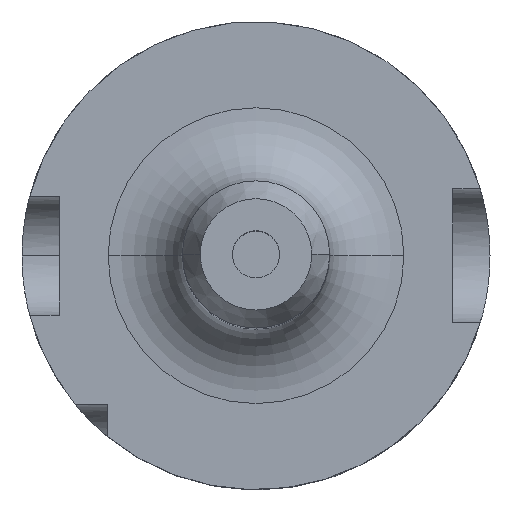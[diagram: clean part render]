
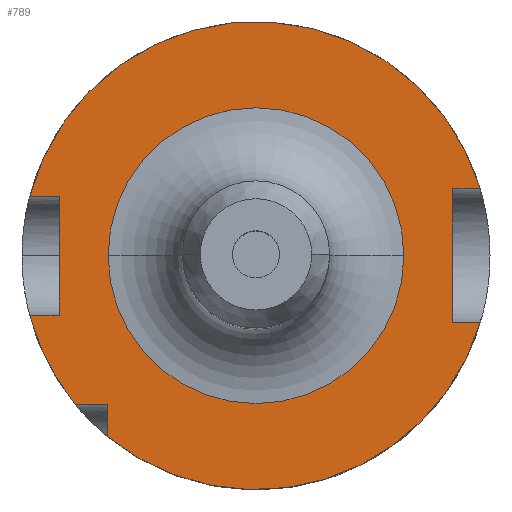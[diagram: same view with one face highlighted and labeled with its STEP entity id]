
A CAD part, top view. The second image highlights one B-rep face of the part: STEP entity #789.
In plain terms, the highlighted planar face has unit normal (0, 0, 1).
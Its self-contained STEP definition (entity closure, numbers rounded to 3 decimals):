
#65 = DIRECTION ( 'NONE',  ( 1., 0., 0. ) ) ;
#90 = DIRECTION ( 'NONE',  ( -1., 0., 0. ) ) ;
#91 = VERTEX_POINT ( 'NONE', #1293 ) ;
#113 = AXIS2_PLACEMENT_3D ( 'NONE', #3389, #1748, #90 ) ;
#165 = CARTESIAN_POINT ( 'NONE',  ( 0., 9., 26. ) ) ;
#171 = VERTEX_POINT ( 'NONE', #1163 ) ;
#204 = ORIENTED_EDGE ( 'NONE', *, *, #1672, .F. ) ;
#208 = LINE ( 'NONE', #3213, #1593 ) ;
#269 = CARTESIAN_POINT ( 'NONE',  ( -24.336, -20., 26. ) ) ;
#276 = CARTESIAN_POINT ( 'NONE',  ( -30.467, 8., 26. ) ) ;
#336 = ORIENTED_EDGE ( 'NONE', *, *, #2991, .F. ) ;
#356 = VECTOR ( 'NONE', #3195, 1000. ) ;
#458 = VECTOR ( 'NONE', #660, 1000. ) ;
#464 = EDGE_CURVE ( 'NONE', #3272, #1185, #2341, .T. ) ;
#498 = VECTOR ( 'NONE', #928, 1000. ) ;
#500 = CARTESIAN_POINT ( 'NONE',  ( 0., 9.906, 26. ) ) ;
#552 = FACE_BOUND ( 'NONE', #1344, .T. ) ;
#616 = EDGE_CURVE ( 'NONE', #171, #1697, #1906, .T. ) ;
#625 = CARTESIAN_POINT ( 'NONE',  ( -20., 9.906, 26. ) ) ;
#634 = CARTESIAN_POINT ( 'NONE',  ( 30.187, -9., 26. ) ) ;
#656 = CARTESIAN_POINT ( 'NONE',  ( 30.187, 9., 26. ) ) ;
#660 = DIRECTION ( 'NONE',  ( 0., 1., 0. ) ) ;
#706 = DIRECTION ( 'NONE',  ( 1., 0., 0. ) ) ;
#747 = LINE ( 'NONE', #165, #2147 ) ;
#789 = ADVANCED_FACE ( 'NONE', ( #552, #3491 ), #3258, .T. ) ;
#791 = ORIENTED_EDGE ( 'NONE', *, *, #2398, .F. ) ;
#928 = DIRECTION ( 'NONE',  ( -1., 0., 0. ) ) ;
#1043 = EDGE_CURVE ( 'NONE', #2996, #2158, #2322, .T. ) ;
#1045 = DIRECTION ( 'NONE',  ( 0., 0., 1. ) ) ;
#1061 = CIRCLE ( 'NONE', #1460, 31.5 ) ;
#1092 = CARTESIAN_POINT ( 'NONE',  ( 0., 0., 26. ) ) ;
#1125 = VERTEX_POINT ( 'NONE', #634 ) ;
#1163 = CARTESIAN_POINT ( 'NONE',  ( -19.906, 0., 26. ) ) ;
#1185 = VERTEX_POINT ( 'NONE', #656 ) ;
#1247 = DIRECTION ( 'NONE',  ( 0., 0., -1. ) ) ;
#1293 = CARTESIAN_POINT ( 'NONE',  ( -30.467, -8., 26. ) ) ;
#1310 = CARTESIAN_POINT ( 'NONE',  ( 0., 0., 26. ) ) ;
#1331 = EDGE_CURVE ( 'NONE', #2158, #3272, #3273, .T. ) ;
#1336 = AXIS2_PLACEMENT_3D ( 'NONE', #500, #1045, #2998 ) ;
#1344 = EDGE_LOOP ( 'NONE', ( #1505, #2128 ) ) ;
#1377 = DIRECTION ( 'NONE',  ( -1., 0., 0. ) ) ;
#1460 = AXIS2_PLACEMENT_3D ( 'NONE', #2925, #1247, #3199 ) ;
#1494 = VECTOR ( 'NONE', #2798, 1000. ) ;
#1495 = VECTOR ( 'NONE', #1833, 1000. ) ;
#1505 = ORIENTED_EDGE ( 'NONE', *, *, #2781, .T. ) ;
#1512 = CARTESIAN_POINT ( 'NONE',  ( -20., -20., 26. ) ) ;
#1553 = CARTESIAN_POINT ( 'NONE',  ( 0., -9., 26. ) ) ;
#1593 = VECTOR ( 'NONE', #1843, 1000. ) ;
#1608 = DIRECTION ( 'NONE',  ( 1., 0., 0. ) ) ;
#1672 = EDGE_CURVE ( 'NONE', #2887, #2295, #1844, .T. ) ;
#1697 = VERTEX_POINT ( 'NONE', #2068 ) ;
#1725 = DIRECTION ( 'NONE',  ( 0., 0., -1. ) ) ;
#1748 = DIRECTION ( 'NONE',  ( 0., 0., -1. ) ) ;
#1767 = EDGE_CURVE ( 'NONE', #2931, #1185, #747, .T. ) ;
#1768 = AXIS2_PLACEMENT_3D ( 'NONE', #1092, #3042, #1377 ) ;
#1790 = ORIENTED_EDGE ( 'NONE', *, *, #1043, .F. ) ;
#1815 = EDGE_CURVE ( 'NONE', #1125, #2939, #2234, .T. ) ;
#1825 = CARTESIAN_POINT ( 'NONE',  ( -26.5, -8., 26. ) ) ;
#1833 = DIRECTION ( 'NONE',  ( -1., 0., 0. ) ) ;
#1843 = DIRECTION ( 'NONE',  ( 1., 0., 0. ) ) ;
#1844 = LINE ( 'NONE', #625, #3221 ) ;
#1906 = CIRCLE ( 'NONE', #2701, 19.906 ) ;
#2068 = CARTESIAN_POINT ( 'NONE',  ( 19.906, 0., 26. ) ) ;
#2077 = ORIENTED_EDGE ( 'NONE', *, *, #1331, .F. ) ;
#2128 = ORIENTED_EDGE ( 'NONE', *, *, #616, .T. ) ;
#2147 = VECTOR ( 'NONE', #706, 1000. ) ;
#2158 = VERTEX_POINT ( 'NONE', #2261 ) ;
#2189 = EDGE_LOOP ( 'NONE', ( #336, #204, #3285, #3430, #3263, #3314, #2662, #2077, #1790, #791, #3300 ) ) ;
#2209 = CARTESIAN_POINT ( 'NONE',  ( 26.5, 9., 26. ) ) ;
#2234 = LINE ( 'NONE', #1553, #1495 ) ;
#2261 = CARTESIAN_POINT ( 'NONE',  ( -26.5, 8., 26. ) ) ;
#2264 = EDGE_CURVE ( 'NONE', #2939, #2931, #2655, .T. ) ;
#2295 = VERTEX_POINT ( 'NONE', #1512 ) ;
#2322 = LINE ( 'NONE', #2524, #1494 ) ;
#2341 = CIRCLE ( 'NONE', #113, 31.5 ) ;
#2398 = EDGE_CURVE ( 'NONE', #91, #2996, #208, .T. ) ;
#2524 = CARTESIAN_POINT ( 'NONE',  ( -26.5, 9.906, 26. ) ) ;
#2555 = DIRECTION ( 'NONE',  ( 0., 1., 0. ) ) ;
#2556 = LINE ( 'NONE', #2915, #356 ) ;
#2592 = CARTESIAN_POINT ( 'NONE',  ( 26.5, 9.906, 26. ) ) ;
#2594 = CARTESIAN_POINT ( 'NONE',  ( 0., 8., 26. ) ) ;
#2607 = EDGE_CURVE ( 'NONE', #2882, #91, #1061, .T. ) ;
#2655 = LINE ( 'NONE', #2592, #458 ) ;
#2662 = ORIENTED_EDGE ( 'NONE', *, *, #464, .F. ) ;
#2701 = AXIS2_PLACEMENT_3D ( 'NONE', #3361, #1725, #65 ) ;
#2743 = CARTESIAN_POINT ( 'NONE',  ( -20., -24.336, 26. ) ) ;
#2757 = CARTESIAN_POINT ( 'NONE',  ( 26.5, -9., 26. ) ) ;
#2781 = EDGE_CURVE ( 'NONE', #1697, #171, #3582, .T. ) ;
#2798 = DIRECTION ( 'NONE',  ( 0., 1., 0. ) ) ;
#2882 = VERTEX_POINT ( 'NONE', #269 ) ;
#2887 = VERTEX_POINT ( 'NONE', #2743 ) ;
#2895 = EDGE_CURVE ( 'NONE', #1125, #2887, #3473, .T. ) ;
#2915 = CARTESIAN_POINT ( 'NONE',  ( 0., -20., 26. ) ) ;
#2925 = CARTESIAN_POINT ( 'NONE',  ( 0., 0., 26. ) ) ;
#2931 = VERTEX_POINT ( 'NONE', #2209 ) ;
#2939 = VERTEX_POINT ( 'NONE', #2757 ) ;
#2991 = EDGE_CURVE ( 'NONE', #2295, #2882, #2556, .T. ) ;
#2996 = VERTEX_POINT ( 'NONE', #1825 ) ;
#2998 = DIRECTION ( 'NONE',  ( 1., 0., 0. ) ) ;
#3042 = DIRECTION ( 'NONE',  ( 0., 0., -1. ) ) ;
#3133 = AXIS2_PLACEMENT_3D ( 'NONE', #1310, #3260, #1608 ) ;
#3195 = DIRECTION ( 'NONE',  ( -1., 0., 0. ) ) ;
#3199 = DIRECTION ( 'NONE',  ( -1., 0., 0. ) ) ;
#3213 = CARTESIAN_POINT ( 'NONE',  ( 0., -8., 26. ) ) ;
#3221 = VECTOR ( 'NONE', #2555, 1000. ) ;
#3258 = PLANE ( 'NONE',  #1336 ) ;
#3260 = DIRECTION ( 'NONE',  ( 0., 0., -1. ) ) ;
#3263 = ORIENTED_EDGE ( 'NONE', *, *, #2264, .T. ) ;
#3272 = VERTEX_POINT ( 'NONE', #276 ) ;
#3273 = LINE ( 'NONE', #2594, #498 ) ;
#3285 = ORIENTED_EDGE ( 'NONE', *, *, #2895, .F. ) ;
#3300 = ORIENTED_EDGE ( 'NONE', *, *, #2607, .F. ) ;
#3314 = ORIENTED_EDGE ( 'NONE', *, *, #1767, .T. ) ;
#3361 = CARTESIAN_POINT ( 'NONE',  ( 0., 0., 26. ) ) ;
#3389 = CARTESIAN_POINT ( 'NONE',  ( 0., 0., 26. ) ) ;
#3430 = ORIENTED_EDGE ( 'NONE', *, *, #1815, .T. ) ;
#3473 = CIRCLE ( 'NONE', #1768, 31.5 ) ;
#3491 = FACE_OUTER_BOUND ( 'NONE', #2189, .T. ) ;
#3582 = CIRCLE ( 'NONE', #3133, 19.906 ) ;
